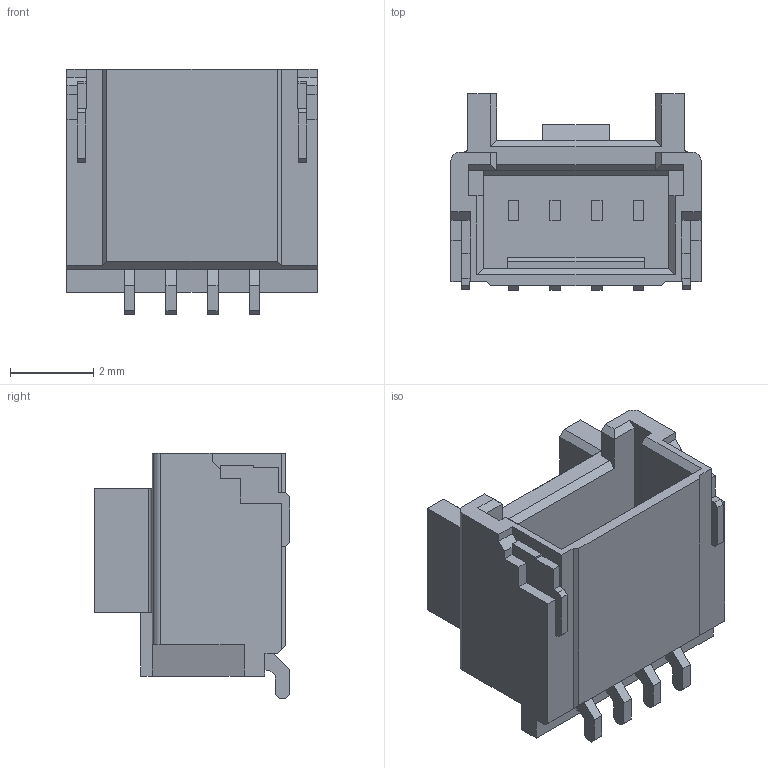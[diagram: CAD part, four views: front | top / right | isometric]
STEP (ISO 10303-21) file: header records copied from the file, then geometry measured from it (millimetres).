
FILE_DESCRIPTION((''),'2;1');
FILE_NAME('2035620405','2018-03-28T',('ksrinivasara'),(''),'PRO/ENGINEER BY PARAMETRIC TECHNOLOGY CORPORATION, 2012310','PRO/ENGINEER BY PARAMETRIC TECHNOLOGY CORPORATION, 2012310','');
FILE_SCHEMA(('CONFIG_CONTROL_DESIGN'));
Length unit declared in the file: millimetre
Products named in the file (1): 2035620405
Bounding box: 6 x 4.7 x 5.9 mm (x, y, z)
Volume: 65.7 mm3; surface area: 228.6 mm2
Topology: 1 solids, 1 shells, 169 faces, 500 edges, 338 vertices
Faces by surface type: plane 165, cylinder 4
Entity records: 5535 total; most frequent: CARTESIAN_POINT 984, ORIENTED_EDGE 952, DIRECTION 848, VECTOR 492, LINE 492, EDGE_CURVE 476, VERTEX_POINT 314, AXIS2_PLACEMENT_3D 178
